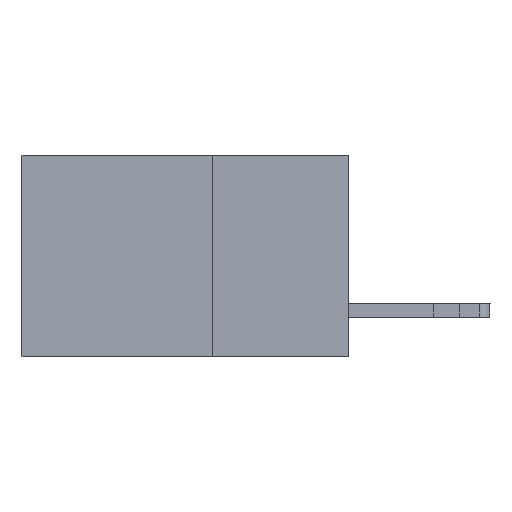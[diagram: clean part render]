
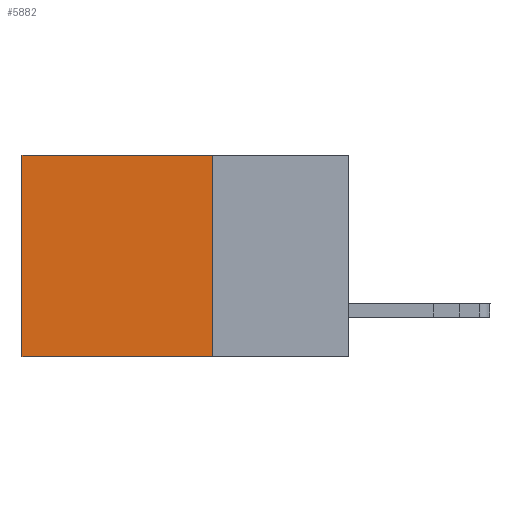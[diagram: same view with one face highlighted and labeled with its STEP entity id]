
A CAD part, left-side view. The second image highlights one B-rep face of the part: STEP entity #5882.
In plain terms, the highlighted planar face has unit normal (-1, 0, 0).
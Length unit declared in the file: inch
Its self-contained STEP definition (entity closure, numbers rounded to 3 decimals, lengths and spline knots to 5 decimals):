
#183 = DIRECTION ( 'NONE',  ( 0., 1., 0. ) ) ;
#398 = CARTESIAN_POINT ( 'NONE',  ( 0.298, 0.25, -0.37 ) ) ;
#877 = LINE ( 'NONE', #6909, #8105 ) ;
#1023 = PLANE ( 'NONE',  #5281 ) ;
#1101 = DIRECTION ( 'NONE',  ( 1., 0., 0. ) ) ;
#1155 = EDGE_CURVE ( 'NONE', #8685, #9540, #4060, .T. ) ;
#1483 = CARTESIAN_POINT ( 'NONE',  ( 0.298, 0.6, 0. ) ) ;
#1700 = VERTEX_POINT ( 'NONE', #3381 ) ;
#1984 = EDGE_LOOP ( 'NONE', ( #7400, #2682, #10512, #5287 ) ) ;
#2251 = LINE ( 'NONE', #9108, #2375 ) ;
#2375 = VECTOR ( 'NONE', #8200, 39.37008 ) ;
#2391 = DIRECTION ( 'NONE',  ( 0., 1., 0. ) ) ;
#2682 = ORIENTED_EDGE ( 'NONE', *, *, #7139, .F. ) ;
#2757 = DIRECTION ( 'NONE',  ( 0., 0., -1. ) ) ;
#3276 = EDGE_CURVE ( 'NONE', #8685, #4268, #877, .T. ) ;
#3381 = CARTESIAN_POINT ( 'NONE',  ( 0.298, 0.6, -0.37 ) ) ;
#4029 = CARTESIAN_POINT ( 'NONE',  ( 0.298, 0.25, -0.37 ) ) ;
#4060 = LINE ( 'NONE', #6058, #4553 ) ;
#4268 = VERTEX_POINT ( 'NONE', #398 ) ;
#4553 = VECTOR ( 'NONE', #183, 39.37008 ) ;
#5146 = VECTOR ( 'NONE', #2391, 39.37008 ) ;
#5281 = AXIS2_PLACEMENT_3D ( 'NONE', #5302, #1101, #5340 ) ;
#5287 = ORIENTED_EDGE ( 'NONE', *, *, #1155, .T. ) ;
#5302 = CARTESIAN_POINT ( 'NONE',  ( 0.298, 0.25, 0. ) ) ;
#5340 = DIRECTION ( 'NONE',  ( 0., 0., -1. ) ) ;
#5882 = ADVANCED_FACE ( 'NONE', ( #10568 ), #1023, .F. ) ;
#6058 = CARTESIAN_POINT ( 'NONE',  ( 0.298, 0.25, 0. ) ) ;
#6909 = CARTESIAN_POINT ( 'NONE',  ( 0.298, 0.25, 0. ) ) ;
#7139 = EDGE_CURVE ( 'NONE', #4268, #1700, #10144, .T. ) ;
#7400 = ORIENTED_EDGE ( 'NONE', *, *, #7903, .T. ) ;
#7884 = CARTESIAN_POINT ( 'NONE',  ( 0.298, 0.25, 0. ) ) ;
#7903 = EDGE_CURVE ( 'NONE', #9540, #1700, #2251, .T. ) ;
#8105 = VECTOR ( 'NONE', #2757, 39.37008 ) ;
#8200 = DIRECTION ( 'NONE',  ( 0., 0., -1. ) ) ;
#8685 = VERTEX_POINT ( 'NONE', #7884 ) ;
#9108 = CARTESIAN_POINT ( 'NONE',  ( 0.298, 0.6, 0. ) ) ;
#9540 = VERTEX_POINT ( 'NONE', #1483 ) ;
#10144 = LINE ( 'NONE', #4029, #5146 ) ;
#10512 = ORIENTED_EDGE ( 'NONE', *, *, #3276, .F. ) ;
#10568 = FACE_OUTER_BOUND ( 'NONE', #1984, .T. ) ;
